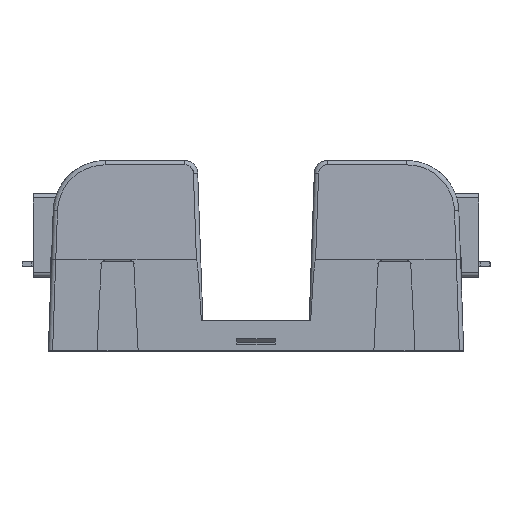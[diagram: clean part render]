
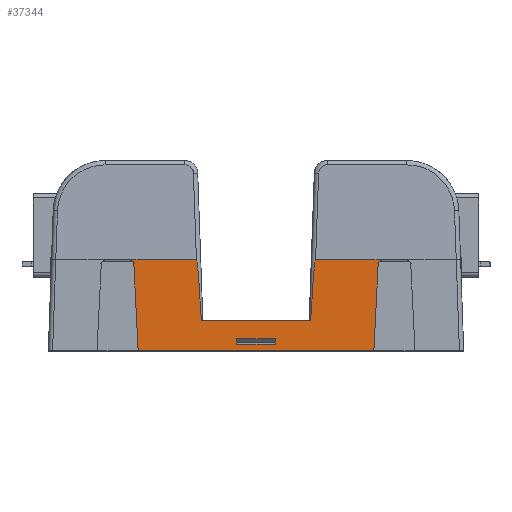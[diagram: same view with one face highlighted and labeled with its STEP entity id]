
A CAD part, top view. The second image highlights one B-rep face of the part: STEP entity #37344.
In plain terms, the highlighted planar face has unit normal (0, 0, -1).
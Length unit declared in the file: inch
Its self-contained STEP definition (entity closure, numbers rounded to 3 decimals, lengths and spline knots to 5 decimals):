
#1179 = CARTESIAN_POINT ( 'NONE',  ( 1.5, 0., 1.9825 ) ) ;
#4608 = VERTEX_POINT ( 'NONE', #120340 ) ;
#4628 = VERTEX_POINT ( 'NONE', #113248 ) ;
#7416 = VECTOR ( 'NONE', #9383, 39.37008 ) ;
#7812 = CARTESIAN_POINT ( 'NONE',  ( 0.92487, 0.656, 1.9825 ) ) ;
#9383 = DIRECTION ( 'NONE',  ( -1., 0., 0. ) ) ;
#9654 = CARTESIAN_POINT ( 'NONE',  ( 1.5, 0.087, 1.9825 ) ) ;
#11463 = EDGE_CURVE ( 'NONE', #95519, #113795, #87684, .T. ) ;
#11704 = LINE ( 'NONE', #47462, #107701 ) ;
#11902 = LINE ( 'NONE', #31515, #118009 ) ;
#13349 = CARTESIAN_POINT ( 'NONE',  ( 0.42271, 0.656, 1.9825 ) ) ;
#15494 = CARTESIAN_POINT ( 'NONE',  ( 1.5, 0.656, 1.9825 ) ) ;
#17102 = VECTOR ( 'NONE', #18539, 39.37008 ) ;
#18349 = CARTESIAN_POINT ( 'NONE',  ( -0.4303, 0.656, 1.9825 ) ) ;
#18539 = DIRECTION ( 'NONE',  ( 1., 0., 0. ) ) ;
#18697 = ORIENTED_EDGE ( 'NONE', *, *, #29385, .T. ) ;
#18758 = DIRECTION ( 'NONE',  ( 0., -1., 0. ) ) ;
#19001 = VECTOR ( 'NONE', #32249, 39.37008 ) ;
#19632 = EDGE_LOOP ( 'NONE', ( #46381, #45979, #119765, #115145 ) ) ;
#19726 = VERTEX_POINT ( 'NONE', #119329 ) ;
#22629 = EDGE_CURVE ( 'NONE', #42100, #4628, #81801, .T. ) ;
#23484 =( BOUNDED_CURVE ( )  B_SPLINE_CURVE ( 3, ( #41139, #50465, #13349, #78587 ),
 .UNSPECIFIED., .F., .F. ) 
 B_SPLINE_CURVE_WITH_KNOTS ( ( 4, 4 ),
 ( 2.42343, 3.14098 ),
 .UNSPECIFIED. ) 
 CURVE ( )  GEOMETRIC_REPRESENTATION_ITEM ( )  RATIONAL_B_SPLINE_CURVE ( ( 1., 0.958, 0.958, 1. ) ) 
 REPRESENTATION_ITEM ( '' )  );
#26590 = CARTESIAN_POINT ( 'NONE',  ( 0.88247, 0.62705, 1.9825 ) ) ;
#26810 = FACE_BOUND ( 'NONE', #19632, .T. ) ;
#27322 = DIRECTION ( 'NONE',  ( 0., 0., -1. ) ) ;
#27422 = CARTESIAN_POINT ( 'NONE',  ( 0.4303, 0.656, 1.9825 ) ) ;
#27555 = LINE ( 'NONE', #15494, #36643 ) ;
#28507 = CARTESIAN_POINT ( 'NONE',  ( -0.1375, 0., 1.9825 ) ) ;
#29385 = EDGE_CURVE ( 'NONE', #95519, #61343, #37700, .T. ) ;
#30949 = VERTEX_POINT ( 'NONE', #98680 ) ;
#31515 = CARTESIAN_POINT ( 'NONE',  ( 1.5, 0.218, 1.9825 ) ) ;
#32249 = DIRECTION ( 'NONE',  ( 0., 1., 0. ) ) ;
#32333 = VERTEX_POINT ( 'NONE', #115674 ) ;
#34066 = CARTESIAN_POINT ( 'NONE',  ( -0.88247, 0.62705, 1.9825 ) ) ;
#35288 = AXIS2_PLACEMENT_3D ( 'NONE', #83138, #27322, #92372 ) ;
#36643 = VECTOR ( 'NONE', #89987, 39.37008 ) ;
#37073 = CARTESIAN_POINT ( 'NONE',  ( -0.39461, 0.218, 1.9825 ) ) ;
#37344 = ADVANCED_FACE ( 'NONE', ( #51637, #26810 ), #73392, .T. ) ;
#37700 = LINE ( 'NONE', #38601, #84334 ) ;
#38553 = ORIENTED_EDGE ( 'NONE', *, *, #79961, .T. ) ;
#38601 = CARTESIAN_POINT ( 'NONE',  ( -0.8515, 0., 1.9825 ) ) ;
#40183 =( BOUNDED_CURVE ( )  B_SPLINE_CURVE ( 3, ( #96278, #49993, #114896, #59424 ),
 .UNSPECIFIED., .F., .T. ) 
 B_SPLINE_CURVE_WITH_KNOTS ( ( 4, 4 ),
 ( 0.03491, 1.5708 ),
 .UNSPECIFIED. ) 
 CURVE ( )  GEOMETRIC_REPRESENTATION_ITEM ( )  RATIONAL_B_SPLINE_CURVE ( ( 1., 0.813, 0.813, 1. ) ) 
 REPRESENTATION_ITEM ( '' )  );
#40574 = CARTESIAN_POINT ( 'NONE',  ( 1.5, 0.656, 1.9825 ) ) ;
#40710 = EDGE_CURVE ( 'NONE', #4608, #113795, #11704, .T. ) ;
#41139 = CARTESIAN_POINT ( 'NONE',  ( 0.39461, 0.218, 1.9825 ) ) ;
#41905 = LINE ( 'NONE', #92955, #17102 ) ;
#42100 = VERTEX_POINT ( 'NONE', #42656 ) ;
#42656 = CARTESIAN_POINT ( 'NONE',  ( 0.1375, 0.087, 1.9825 ) ) ;
#45781 = VECTOR ( 'NONE', #18758, 39.37008 ) ;
#45979 = ORIENTED_EDGE ( 'NONE', *, *, #81560, .T. ) ;
#46381 = ORIENTED_EDGE ( 'NONE', *, *, #59980, .T. ) ;
#47462 = CARTESIAN_POINT ( 'NONE',  ( 0.88247, 0.62705, 1.9825 ) ) ;
#48723 = LINE ( 'NONE', #28507, #45781 ) ;
#48890 = CARTESIAN_POINT ( 'NONE',  ( 0.39461, 0.218, 1.9825 ) ) ;
#49993 = CARTESIAN_POINT ( 'NONE',  ( -0.88331, 0.64413, 1.9825 ) ) ;
#50465 = CARTESIAN_POINT ( 'NONE',  ( 0.41029, 0.50353, 1.9825 ) ) ;
#51247 = ORIENTED_EDGE ( 'NONE', *, *, #90141, .T. ) ;
#51637 = FACE_OUTER_BOUND ( 'NONE', #106683, .T. ) ;
#53608 = VERTEX_POINT ( 'NONE', #101405 ) ;
#53630 = VERTEX_POINT ( 'NONE', #27422 ) ;
#55748 = CARTESIAN_POINT ( 'NONE',  ( 0.92487, 0.656, 1.9825 ) ) ;
#56004 = VECTOR ( 'NONE', #114801, 39.37008 ) ;
#59424 = CARTESIAN_POINT ( 'NONE',  ( -0.92487, 0.656, 1.9825 ) ) ;
#59980 = EDGE_CURVE ( 'NONE', #4628, #32333, #48723, .T. ) ;
#60433 = CARTESIAN_POINT ( 'NONE',  ( -0.8515, 0., 1.9825 ) ) ;
#61343 = VERTEX_POINT ( 'NONE', #34066 ) ;
#63016 = VECTOR ( 'NONE', #111603, 39.37008 ) ;
#63733 = CARTESIAN_POINT ( 'NONE',  ( 0.9007, 0.656, 1.9825 ) ) ;
#64909 = EDGE_CURVE ( 'NONE', #61343, #53608, #40183, .T. ) ;
#65553 = EDGE_CURVE ( 'NONE', #109070, #114698, #11902, .T. ) ;
#68926 = EDGE_CURVE ( 'NONE', #30949, #42100, #93179, .T. ) ;
#69483 = DIRECTION ( 'NONE',  ( 1., 0., 0. ) ) ;
#69493 = EDGE_CURVE ( 'NONE', #19726, #109070, #91268, .T. ) ;
#73392 = PLANE ( 'NONE',  #35288 ) ;
#74169 = EDGE_CURVE ( 'NONE', #53608, #19726, #80763, .T. ) ;
#74190 = CARTESIAN_POINT ( 'NONE',  ( -0.42271, 0.656, 1.9825 ) ) ;
#78587 = CARTESIAN_POINT ( 'NONE',  ( 0.4303, 0.656, 1.9825 ) ) ;
#79961 = EDGE_CURVE ( 'NONE', #106119, #4608, #119025, .T. ) ;
#80763 = LINE ( 'NONE', #40574, #56004 ) ;
#81560 = EDGE_CURVE ( 'NONE', #32333, #30949, #41905, .T. ) ;
#81801 = LINE ( 'NONE', #9654, #7416 ) ;
#81825 = ORIENTED_EDGE ( 'NONE', *, *, #64909, .T. ) ;
#82401 = CARTESIAN_POINT ( 'NONE',  ( 0.88331, 0.64413, 1.9825 ) ) ;
#83138 = CARTESIAN_POINT ( 'NONE',  ( 1.5, 0., 1.9825 ) ) ;
#84334 = VECTOR ( 'NONE', #103587, 39.37008 ) ;
#87684 = LINE ( 'NONE', #1179, #63016 ) ;
#89567 = ORIENTED_EDGE ( 'NONE', *, *, #40710, .T. ) ;
#89987 = DIRECTION ( 'NONE',  ( 1., 0., 0. ) ) ;
#90141 = EDGE_CURVE ( 'NONE', #53630, #106119, #27555, .T. ) ;
#90738 = ORIENTED_EDGE ( 'NONE', *, *, #65553, .T. ) ;
#91268 =( BOUNDED_CURVE ( )  B_SPLINE_CURVE ( 3, ( #18349, #74190, #92782, #37073 ),
 .UNSPECIFIED., .F., .F. ) 
 B_SPLINE_CURVE_WITH_KNOTS ( ( 4, 4 ),
 ( 0.00061, 0.71817 ),
 .UNSPECIFIED. ) 
 CURVE ( )  GEOMETRIC_REPRESENTATION_ITEM ( )  RATIONAL_B_SPLINE_CURVE ( ( 1., 0.958, 0.958, 1. ) ) 
 REPRESENTATION_ITEM ( '' )  );
#92372 = DIRECTION ( 'NONE',  ( -1., 0., 0. ) ) ;
#92782 = CARTESIAN_POINT ( 'NONE',  ( -0.41029, 0.50353, 1.9825 ) ) ;
#92955 = CARTESIAN_POINT ( 'NONE',  ( 1.5, 0.047, 1.9825 ) ) ;
#93179 = LINE ( 'NONE', #97304, #19001 ) ;
#93455 = CARTESIAN_POINT ( 'NONE',  ( 0.8515, 0., 1.9825 ) ) ;
#94177 = DIRECTION ( 'NONE',  ( -0.049, -0.999, 0. ) ) ;
#95519 = VERTEX_POINT ( 'NONE', #60433 ) ;
#96278 = CARTESIAN_POINT ( 'NONE',  ( -0.88247, 0.62705, 1.9825 ) ) ;
#96281 = ORIENTED_EDGE ( 'NONE', *, *, #74169, .T. ) ;
#96872 = CARTESIAN_POINT ( 'NONE',  ( -0.39461, 0.218, 1.9825 ) ) ;
#97304 = CARTESIAN_POINT ( 'NONE',  ( 0.1375, 0., 1.9825 ) ) ;
#98680 = CARTESIAN_POINT ( 'NONE',  ( 0.1375, 0.047, 1.9825 ) ) ;
#101405 = CARTESIAN_POINT ( 'NONE',  ( -0.92487, 0.656, 1.9825 ) ) ;
#103482 = ORIENTED_EDGE ( 'NONE', *, *, #69493, .T. ) ;
#103587 = DIRECTION ( 'NONE',  ( -0.049, 0.999, 0. ) ) ;
#106119 = VERTEX_POINT ( 'NONE', #55748 ) ;
#106683 = EDGE_LOOP ( 'NONE', ( #81825, #96281, #103482, #90738, #108138, #51247, #38553, #89567, #116067, #18697 ) ) ;
#107701 = VECTOR ( 'NONE', #94177, 39.37008 ) ;
#108138 = ORIENTED_EDGE ( 'NONE', *, *, #114810, .T. ) ;
#109070 = VERTEX_POINT ( 'NONE', #96872 ) ;
#111603 = DIRECTION ( 'NONE',  ( 1., 0., 0. ) ) ;
#113248 = CARTESIAN_POINT ( 'NONE',  ( -0.1375, 0.087, 1.9825 ) ) ;
#113795 = VERTEX_POINT ( 'NONE', #93455 ) ;
#114698 = VERTEX_POINT ( 'NONE', #48890 ) ;
#114801 = DIRECTION ( 'NONE',  ( 1., 0., 0. ) ) ;
#114810 = EDGE_CURVE ( 'NONE', #114698, #53630, #23484, .T. ) ;
#114896 = CARTESIAN_POINT ( 'NONE',  ( -0.9007, 0.656, 1.9825 ) ) ;
#115145 = ORIENTED_EDGE ( 'NONE', *, *, #22629, .T. ) ;
#115674 = CARTESIAN_POINT ( 'NONE',  ( -0.1375, 0.047, 1.9825 ) ) ;
#116067 = ORIENTED_EDGE ( 'NONE', *, *, #11463, .F. ) ;
#118009 = VECTOR ( 'NONE', #69483, 39.37008 ) ;
#119025 =( BOUNDED_CURVE ( )  B_SPLINE_CURVE ( 3, ( #7812, #63733, #82401, #26590 ),
 .UNSPECIFIED., .F., .F. ) 
 B_SPLINE_CURVE_WITH_KNOTS ( ( 4, 4 ),
 ( 4.71239, 6.24828 ),
 .UNSPECIFIED. ) 
 CURVE ( )  GEOMETRIC_REPRESENTATION_ITEM ( )  RATIONAL_B_SPLINE_CURVE ( ( 1., 0.813, 0.813, 1. ) ) 
 REPRESENTATION_ITEM ( '' )  );
#119329 = CARTESIAN_POINT ( 'NONE',  ( -0.4303, 0.656, 1.9825 ) ) ;
#119765 = ORIENTED_EDGE ( 'NONE', *, *, #68926, .T. ) ;
#120340 = CARTESIAN_POINT ( 'NONE',  ( 0.88247, 0.62705, 1.9825 ) ) ;
